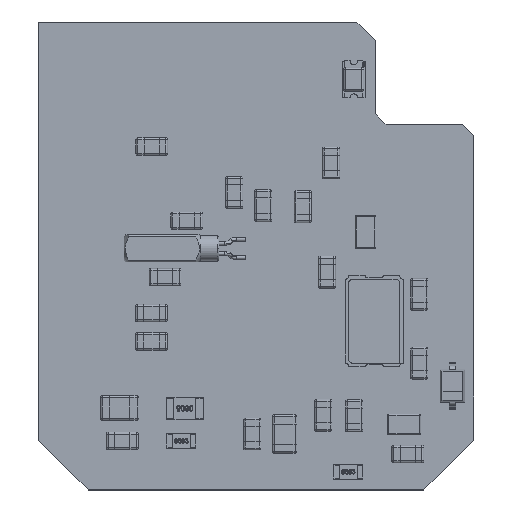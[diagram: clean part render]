
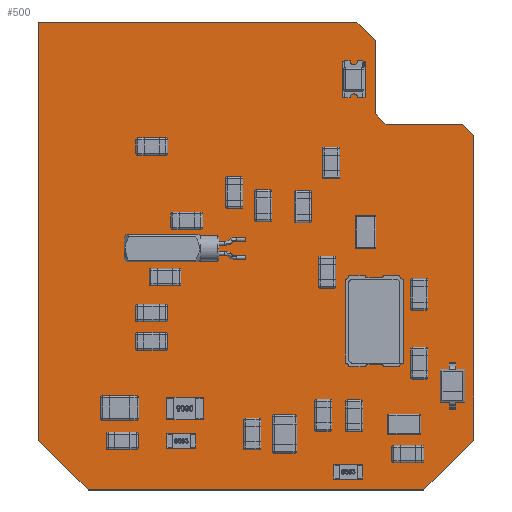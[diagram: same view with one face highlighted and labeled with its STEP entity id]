
A CAD part, top view. The second image highlights one B-rep face of the part: STEP entity #500.
In plain terms, the highlighted planar face has unit normal (0, 0, 1).
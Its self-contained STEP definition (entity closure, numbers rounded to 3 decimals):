
#147 = VERTEX_POINT('',#148);
#148 = CARTESIAN_POINT('',(103.03,47.37,0.));
#154 = EDGE_CURVE('',#147,#155,#157,.T.);
#155 = VERTEX_POINT('',#156);
#156 = CARTESIAN_POINT('',(105.775,44.625,0.));
#157 = LINE('',#158,#159);
#158 = CARTESIAN_POINT('',(103.03,47.37,0.));
#159 = VECTOR('',#160,1.);
#160 = DIRECTION('',(0.707,-0.707,0.));
#185 = EDGE_CURVE('',#155,#186,#188,.T.);
#186 = VERTEX_POINT('',#187);
#187 = CARTESIAN_POINT('',(124.229,44.625,0.));
#188 = LINE('',#189,#190);
#189 = CARTESIAN_POINT('',(105.775,44.625,0.));
#190 = VECTOR('',#191,1.);
#191 = DIRECTION('',(1.,0.,0.));
#216 = EDGE_CURVE('',#186,#217,#219,.T.);
#217 = VERTEX_POINT('',#218);
#218 = CARTESIAN_POINT('',(126.973,47.37,0.));
#219 = LINE('',#220,#221);
#220 = CARTESIAN_POINT('',(124.229,44.625,0.));
#221 = VECTOR('',#222,1.);
#222 = DIRECTION('',(0.707,0.707,0.));
#247 = EDGE_CURVE('',#217,#248,#250,.T.);
#248 = VERTEX_POINT('',#249);
#249 = CARTESIAN_POINT('',(126.973,64.1,0.));
#250 = LINE('',#251,#252);
#251 = CARTESIAN_POINT('',(126.973,47.37,0.));
#252 = VECTOR('',#253,1.);
#253 = DIRECTION('',(0.,1.,0.));
#278 = EDGE_CURVE('',#248,#279,#281,.T.);
#279 = VERTEX_POINT('',#280);
#280 = CARTESIAN_POINT('',(126.348,64.725,0.));
#281 = LINE('',#282,#283);
#282 = CARTESIAN_POINT('',(126.973,64.1,0.));
#283 = VECTOR('',#284,1.);
#284 = DIRECTION('',(-0.707,0.707,0.));
#309 = EDGE_CURVE('',#279,#310,#312,.T.);
#310 = VERTEX_POINT('',#311);
#311 = CARTESIAN_POINT('',(122.15,64.725,0.));
#312 = LINE('',#313,#314);
#313 = CARTESIAN_POINT('',(126.348,64.725,0.));
#314 = VECTOR('',#315,1.);
#315 = DIRECTION('',(-1.,0.,0.));
#340 = EDGE_CURVE('',#310,#341,#343,.T.);
#341 = VERTEX_POINT('',#342);
#342 = CARTESIAN_POINT('',(121.575,65.3,0.));
#343 = LINE('',#344,#345);
#344 = CARTESIAN_POINT('',(122.15,64.725,0.));
#345 = VECTOR('',#346,1.);
#346 = DIRECTION('',(-0.707,0.707,0.));
#371 = EDGE_CURVE('',#341,#372,#374,.T.);
#372 = VERTEX_POINT('',#373);
#373 = CARTESIAN_POINT('',(121.575,69.325,0.));
#374 = LINE('',#375,#376);
#375 = CARTESIAN_POINT('',(121.575,65.3,0.));
#376 = VECTOR('',#377,1.);
#377 = DIRECTION('',(0.,1.,0.));
#402 = EDGE_CURVE('',#372,#403,#405,.T.);
#403 = VERTEX_POINT('',#404);
#404 = CARTESIAN_POINT('',(120.55,70.35,0.));
#405 = LINE('',#406,#407);
#406 = CARTESIAN_POINT('',(121.575,69.325,0.));
#407 = VECTOR('',#408,1.);
#408 = DIRECTION('',(-0.707,0.707,0.));
#433 = EDGE_CURVE('',#403,#434,#436,.T.);
#434 = VERTEX_POINT('',#435);
#435 = CARTESIAN_POINT('',(103.03,70.35,0.));
#436 = LINE('',#437,#438);
#437 = CARTESIAN_POINT('',(120.55,70.35,0.));
#438 = VECTOR('',#439,1.);
#439 = DIRECTION('',(-1.,0.,0.));
#464 = EDGE_CURVE('',#434,#147,#465,.T.);
#465 = LINE('',#466,#467);
#466 = CARTESIAN_POINT('',(103.03,70.35,0.));
#467 = VECTOR('',#468,1.);
#468 = DIRECTION('',(0.,-1.,0.));
#500 = ADVANCED_FACE('',(#501),#514,.F.);
#501 = FACE_BOUND('',#502,.T.);
#502 = EDGE_LOOP('',(#503,#504,#505,#506,#507,#508,#509,#510,#511,#512,
    #513));
#503 = ORIENTED_EDGE('',*,*,#154,.T.);
#504 = ORIENTED_EDGE('',*,*,#185,.T.);
#505 = ORIENTED_EDGE('',*,*,#216,.T.);
#506 = ORIENTED_EDGE('',*,*,#247,.T.);
#507 = ORIENTED_EDGE('',*,*,#278,.T.);
#508 = ORIENTED_EDGE('',*,*,#309,.T.);
#509 = ORIENTED_EDGE('',*,*,#340,.T.);
#510 = ORIENTED_EDGE('',*,*,#371,.T.);
#511 = ORIENTED_EDGE('',*,*,#402,.T.);
#512 = ORIENTED_EDGE('',*,*,#433,.T.);
#513 = ORIENTED_EDGE('',*,*,#464,.T.);
#514 = PLANE('',#515);
#515 = AXIS2_PLACEMENT_3D('',#516,#517,#518);
#516 = CARTESIAN_POINT('',(103.03,47.37,0.));
#517 = DIRECTION('',(0.,0.,-1.));
#518 = DIRECTION('',(-1.,0.,0.));
